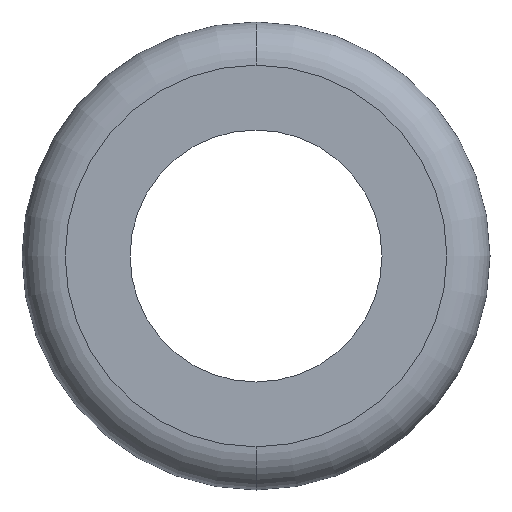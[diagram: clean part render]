
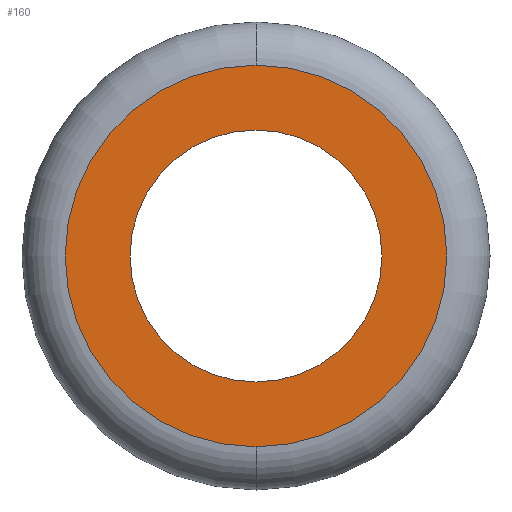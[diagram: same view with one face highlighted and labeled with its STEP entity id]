
A CAD part, front view. The second image highlights one B-rep face of the part: STEP entity #160.
In plain terms, the highlighted planar face has unit normal (0, -1, 0).
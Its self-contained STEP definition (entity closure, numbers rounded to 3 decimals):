
#68 = VERTEX_POINT ( 'NONE', #410 ) ;
#96 = EDGE_CURVE ( 'NONE', #97, #68, #283, .T. ) ;
#97 = VERTEX_POINT ( 'NONE', #278 ) ;
#153 = ORIENTED_EDGE ( 'NONE', *, *, #190, .F. ) ;
#154 = ORIENTED_EDGE ( 'NONE', *, *, #96, .T. ) ;
#155 = ORIENTED_EDGE ( 'NONE', *, *, #158, .F. ) ;
#156 = EDGE_LOOP ( 'NONE', ( #155, #153 ) ) ;
#157 = EDGE_CURVE ( 'NONE', #68, #97, #319, .T. ) ;
#158 = EDGE_CURVE ( 'NONE', #170, #201, #314, .T. ) ;
#159 = ORIENTED_EDGE ( 'NONE', *, *, #157, .T. ) ;
#160 = ADVANCED_FACE ( 'NONE', ( #376, #375 ), #374, .F. ) ;
#161 = EDGE_LOOP ( 'NONE', ( #159, #154 ) ) ;
#170 = VERTEX_POINT ( 'NONE', #353 ) ;
#190 = EDGE_CURVE ( 'NONE', #201, #170, #452, .T. ) ;
#201 = VERTEX_POINT ( 'NONE', #479 ) ;
#278 = CARTESIAN_POINT ( 'NONE',  ( 0., 0., -5.3 ) ) ;
#279 = DIRECTION ( 'NONE',  ( 0., 0., 1. ) ) ;
#280 = DIRECTION ( 'NONE',  ( 0., -1., 0. ) ) ;
#281 = CARTESIAN_POINT ( 'NONE',  ( 0., 0., 0. ) ) ;
#282 = AXIS2_PLACEMENT_3D ( 'NONE', #281, #280, #279 ) ;
#283 = CIRCLE ( 'NONE', #282, 5.3 ) ;
#313 = AXIS2_PLACEMENT_3D ( 'NONE', #379, #378, #377 ) ;
#314 = CIRCLE ( 'NONE', #313, 3.5 ) ;
#315 = DIRECTION ( 'NONE',  ( 0., 0., 1. ) ) ;
#316 = DIRECTION ( 'NONE',  ( 0., -1., 0. ) ) ;
#317 = CARTESIAN_POINT ( 'NONE',  ( 0., 0., 0. ) ) ;
#318 = AXIS2_PLACEMENT_3D ( 'NONE', #317, #316, #315 ) ;
#319 = CIRCLE ( 'NONE', #318, 5.3 ) ;
#353 = CARTESIAN_POINT ( 'NONE',  ( 0., 0., -3.5 ) ) ;
#370 = DIRECTION ( 'NONE',  ( 0., 0., 1. ) ) ;
#371 = DIRECTION ( 'NONE',  ( 0., 1., 0. ) ) ;
#372 = CARTESIAN_POINT ( 'NONE',  ( -3.5, 0., 0. ) ) ;
#373 = AXIS2_PLACEMENT_3D ( 'NONE', #372, #371, #370 ) ;
#374 = PLANE ( 'NONE',  #373 ) ;
#375 = FACE_BOUND ( 'NONE', #156, .T. ) ;
#376 = FACE_OUTER_BOUND ( 'NONE', #161, .T. ) ;
#377 = DIRECTION ( 'NONE',  ( 0., 0., -1. ) ) ;
#378 = DIRECTION ( 'NONE',  ( 0., -1., 0. ) ) ;
#379 = CARTESIAN_POINT ( 'NONE',  ( 0., 0., 0. ) ) ;
#410 = CARTESIAN_POINT ( 'NONE',  ( 0., 0., 5.3 ) ) ;
#448 = DIRECTION ( 'NONE',  ( 0., 0., -1. ) ) ;
#449 = DIRECTION ( 'NONE',  ( 0., -1., 0. ) ) ;
#450 = CARTESIAN_POINT ( 'NONE',  ( 0., 0., 0. ) ) ;
#451 = AXIS2_PLACEMENT_3D ( 'NONE', #450, #449, #448 ) ;
#452 = CIRCLE ( 'NONE', #451, 3.5 ) ;
#479 = CARTESIAN_POINT ( 'NONE',  ( 0., 0., 3.5 ) ) ;
